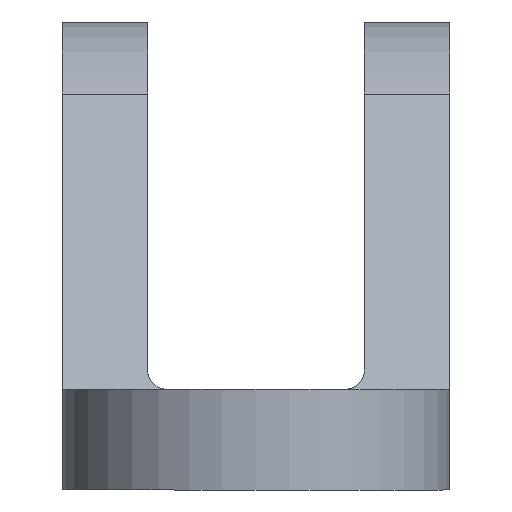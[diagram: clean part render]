
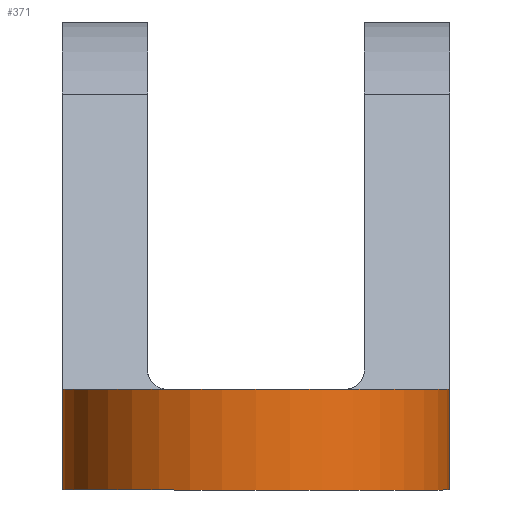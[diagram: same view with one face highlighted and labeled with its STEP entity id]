
A CAD part, front view. The second image highlights one B-rep face of the part: STEP entity #371.
In plain terms, the highlighted cylindrical face has radius 6.35 mm (diameter 12.7 mm), a partial arc.
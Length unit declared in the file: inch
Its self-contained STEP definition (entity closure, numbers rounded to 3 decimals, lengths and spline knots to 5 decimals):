
#27=CIRCLE('',#388,0.25);
#35=CIRCLE('',#402,0.25);
#67=FACE_OUTER_BOUND('',#94,.T.);
#94=EDGE_LOOP('',(#332,#333,#334,#335));
#116=LINE('',#596,#146);
#126=LINE('',#628,#156);
#146=VECTOR('',#484,0.3937);
#156=VECTOR('',#524,0.3937);
#175=VERTEX_POINT('',#563);
#176=VERTEX_POINT('',#565);
#185=VERTEX_POINT('',#594);
#189=VERTEX_POINT('',#605);
#210=EDGE_CURVE('',#175,#176,#27,.T.);
#226=EDGE_CURVE('',#175,#185,#116,.T.);
#231=EDGE_CURVE('',#189,#185,#35,.T.);
#242=EDGE_CURVE('',#176,#189,#126,.T.);
#332=ORIENTED_EDGE('',*,*,#210,.F.);
#333=ORIENTED_EDGE('',*,*,#226,.T.);
#334=ORIENTED_EDGE('',*,*,#231,.F.);
#335=ORIENTED_EDGE('',*,*,#242,.F.);
#352=CYLINDRICAL_SURFACE('',#413,0.25);
#371=ADVANCED_FACE('',(#67),#352,.T.);
#388=AXIS2_PLACEMENT_3D('',#566,#452,#453);
#402=AXIS2_PLACEMENT_3D('',#606,#493,#494);
#413=AXIS2_PLACEMENT_3D('',#627,#522,#523);
#452=DIRECTION('center_axis',(0.,0.,
1.));
#453=DIRECTION('ref_axis',(-1.,0.,0.));
#484=DIRECTION('',(0.,0.,-1.));
#493=DIRECTION('center_axis',(0.,0.,
-1.));
#494=DIRECTION('ref_axis',(-1.,0.,0.));
#522=DIRECTION('center_axis',(0.,0.,-1.));
#523=DIRECTION('ref_axis',(0.,-1.,0.));
#524=DIRECTION('',(0.,0.,-1.));
#563=CARTESIAN_POINT('',(-0.25,-0.5,0.125));
#565=CARTESIAN_POINT('',(0.25,-0.49997,0.125));
#566=CARTESIAN_POINT('Origin',(0.,-0.5,
0.125));
#594=CARTESIAN_POINT('',(-0.25,-0.5,-0.005));
#596=CARTESIAN_POINT('',(-0.25,-0.5,0.125));
#605=CARTESIAN_POINT('',(0.25,-0.49997,-0.005));
#606=CARTESIAN_POINT('Origin',(0.,-0.5,
-0.005));
#627=CARTESIAN_POINT('Origin',(0.,-0.5,
0.125));
#628=CARTESIAN_POINT('',(0.25,-0.49995,0.125));
